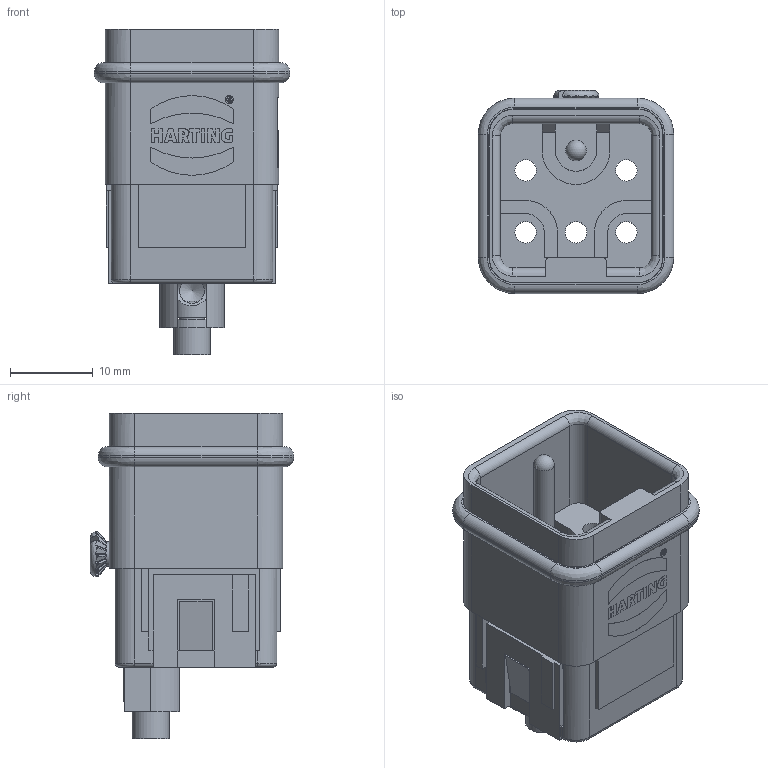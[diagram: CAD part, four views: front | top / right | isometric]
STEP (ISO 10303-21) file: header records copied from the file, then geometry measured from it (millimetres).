
FILE_DESCRIPTION(/* description */ (''),/* implementation_level */ '2;1');
FILE_NAME(/* name */ '100169787ugm000_g.stp',/* time_stamp */ '2017-11-06T07:20:07+01:00',/* author */ (''),/* organization */ (''),/* preprocessor_version */ 'ST-DEVELOPER v16',/* originating_system */ 'SIEMENS PLM Software NX 10.0',/* authorisation */ '');
FILE_SCHEMA (('AUTOMOTIVE_DESIGN { 1 0 10303 214 3 1 1 1 }'));
Length unit declared in the file: millimetre
Products named in the file (1): 100169787ugm000_g
Bounding box: 23.7 x 24.66 x 39.5 mm (x, y, z)
Volume: 7196.4 mm3; surface area: 8142.5 mm2
Topology: 2 solids, 3 shells, 643 faces, 1898 edges, 1472 vertices
Faces by surface type: plane 373, cylinder 162, bspline 86, cone 14, extrusion 6, sphere 2
Full cylindrical faces by diameter (mm): 0.671 x1, 0.984 x1, 2.5 x2, 2.6 x5, 3 x3, 3.19 x1, 4 x1, 4.5 x1, 4.8 x5
Entity records: 28798 total; most frequent: CARTESIAN_POINT 10430, ORIENTED_EDGE 3328, DIRECTION 2914, EDGE_CURVE 1664, VERTEX_POINT 1080, VECTOR 1060, LINE 1054, AXIS2_PLACEMENT_3D 927
